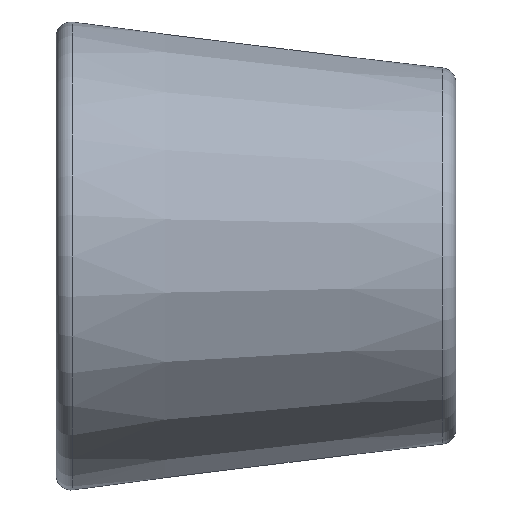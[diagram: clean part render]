
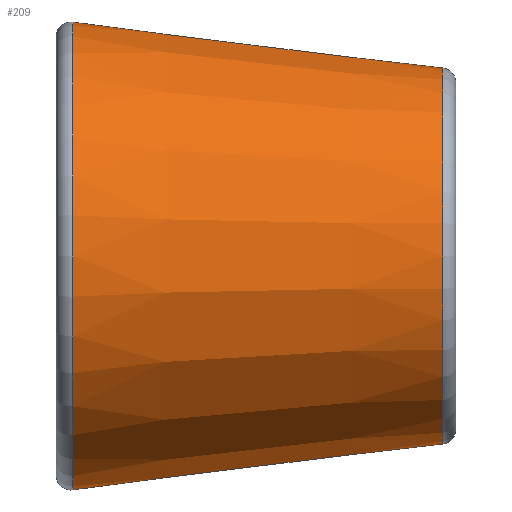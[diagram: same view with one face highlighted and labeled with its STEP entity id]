
A CAD part, left-side view. The second image highlights one B-rep face of the part: STEP entity #209.
In plain terms, the highlighted conical face has half-angle 7.072 degrees and reference radius 7.017 mm.
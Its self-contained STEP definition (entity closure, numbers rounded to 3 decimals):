
#19=CONICAL_SURFACE('',#250,7.017,0.123);
#27=FACE_OUTER_BOUND('',#38,.T.);
#38=EDGE_LOOP('',(#151,#152,#153,#154,#155,#156,#157,#158));
#50=LINE('',#381,#56);
#56=VECTOR('',#308,7.017);
#65=CIRCLE('',#244,6.254);
#66=CIRCLE('',#245,6.254);
#70=CIRCLE('',#249,6.254);
#71=CIRCLE('',#251,7.78);
#72=CIRCLE('',#252,7.78);
#73=CIRCLE('',#253,7.78);
#89=VERTEX_POINT('',#363);
#90=VERTEX_POINT('',#364);
#91=VERTEX_POINT('',#366);
#94=VERTEX_POINT('',#375);
#95=VERTEX_POINT('',#376);
#96=VERTEX_POINT('',#378);
#113=EDGE_CURVE('',#89,#90,#65,.T.);
#114=EDGE_CURVE('',#91,#89,#66,.T.);
#118=EDGE_CURVE('',#90,#91,#70,.T.);
#119=EDGE_CURVE('',#94,#95,#71,.T.);
#120=EDGE_CURVE('',#96,#94,#72,.T.);
#121=EDGE_CURVE('',#95,#96,#73,.T.);
#122=EDGE_CURVE('',#95,#90,#50,.T.);
#151=ORIENTED_EDGE('',*,*,#119,.F.);
#152=ORIENTED_EDGE('',*,*,#120,.F.);
#153=ORIENTED_EDGE('',*,*,#121,.F.);
#154=ORIENTED_EDGE('',*,*,#122,.T.);
#155=ORIENTED_EDGE('',*,*,#118,.T.);
#156=ORIENTED_EDGE('',*,*,#114,.T.);
#157=ORIENTED_EDGE('',*,*,#113,.T.);
#158=ORIENTED_EDGE('',*,*,#122,.F.);
#209=ADVANCED_FACE('',(#27),#19,.T.);
#244=AXIS2_PLACEMENT_3D('',#365,#288,#289);
#245=AXIS2_PLACEMENT_3D('',#367,#290,#291);
#249=AXIS2_PLACEMENT_3D('',#373,#298,#299);
#250=AXIS2_PLACEMENT_3D('',#374,#300,#301);
#251=AXIS2_PLACEMENT_3D('',#377,#302,#303);
#252=AXIS2_PLACEMENT_3D('',#379,#304,#305);
#253=AXIS2_PLACEMENT_3D('',#380,#306,#307);
#288=DIRECTION('center_axis',(0.,1.,0.));
#289=DIRECTION('ref_axis',(1.,0.,0.));
#290=DIRECTION('center_axis',(0.,1.,0.));
#291=DIRECTION('ref_axis',(1.,0.,0.));
#298=DIRECTION('center_axis',(0.,1.,0.));
#299=DIRECTION('ref_axis',(1.,0.,0.));
#300=DIRECTION('center_axis',(0.,1.,0.));
#301=DIRECTION('ref_axis',(-1.,0.,0.));
#302=DIRECTION('center_axis',(0.,1.,0.));
#303=DIRECTION('ref_axis',(1.,0.,0.));
#304=DIRECTION('center_axis',(0.,1.,0.));
#305=DIRECTION('ref_axis',(1.,0.,0.));
#306=DIRECTION('center_axis',(0.,1.,0.));
#307=DIRECTION('ref_axis',(1.,0.,0.));
#308=DIRECTION('',(-0.123,-0.992,0.));
#363=CARTESIAN_POINT('',(-5.827,0.818,7.432));
#364=CARTESIAN_POINT('',(6.682,0.818,7.432));
#365=CARTESIAN_POINT('Origin',(0.428,0.818,7.432));
#366=CARTESIAN_POINT('',(0.428,0.818,1.178));
#367=CARTESIAN_POINT('Origin',(0.428,0.818,7.432));
#373=CARTESIAN_POINT('Origin',(0.428,0.818,7.432));
#374=CARTESIAN_POINT('Origin',(0.428,6.968,7.432));
#375=CARTESIAN_POINT('',(-7.353,13.118,7.432));
#376=CARTESIAN_POINT('',(8.208,13.118,7.432));
#377=CARTESIAN_POINT('Origin',(0.428,13.118,7.432));
#378=CARTESIAN_POINT('',(0.428,13.118,-0.348));
#379=CARTESIAN_POINT('Origin',(0.428,13.118,7.432));
#380=CARTESIAN_POINT('Origin',(0.428,13.118,7.432));
#381=CARTESIAN_POINT('',(7.445,6.968,7.432));
